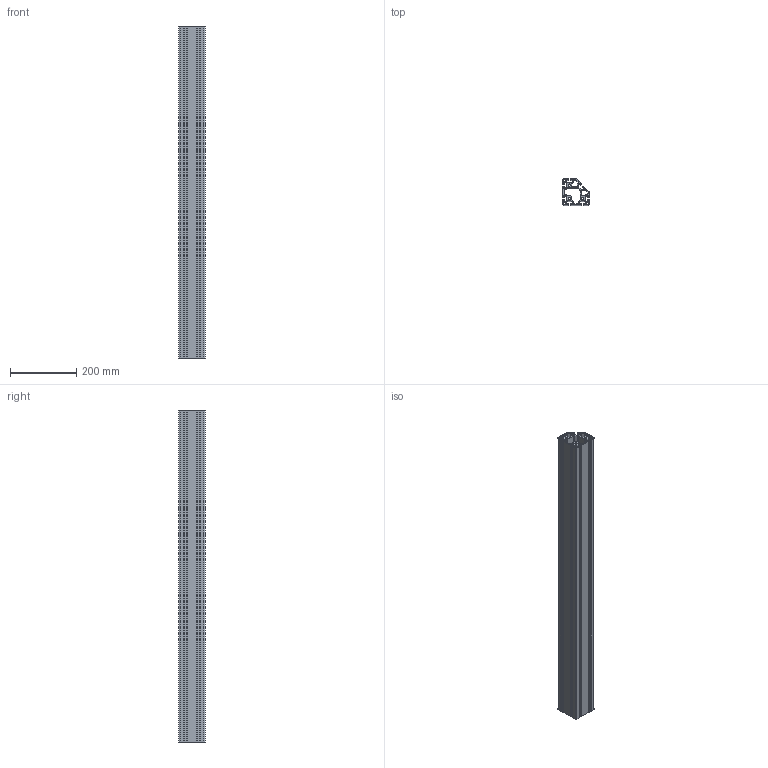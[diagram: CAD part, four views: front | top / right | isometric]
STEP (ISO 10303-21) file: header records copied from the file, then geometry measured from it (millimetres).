
FILE_DESCRIPTION(/* description */ (''),/* implementation_level */ '2;1');
FILE_NAME(/* name */ '10083_KriTec_Profil_8_80x80_45_leicht.stp',/* time_stamp */ '2014-08-28T12:33:07+02:00',/* author */ ('kostic'),/* organization */ (''),/* preprocessor_version */ 'ST-DEVELOPER v15.2',/* originating_system */ 'Autodesk Inventor 2014',/* authorisation */ '');
FILE_SCHEMA (('AUTOMOTIVE_DESIGN { 1 0 10303 214 3 1 1 }'));
Length unit declared in the file: millimetre
Products named in the file (1): 10083_KriTec_Profil_8_80x80_45_leicht
Bounding box: 80 x 80 x 1000 mm (x, y, z)
Volume: 1892835.6 mm3; surface area: 1074498.4 mm2
Topology: 1 solids, 1 shells, 292 faces, 870 edges, 580 vertices
Faces by surface type: plane 151, cylinder 141
Full cylindrical faces by diameter (mm): 6.8 x3
Entity records: 9918 total; most frequent: CARTESIAN_POINT 1740, DIRECTION 1735, ORIENTED_EDGE 1734, EDGE_CURVE 867, LINE 585, VECTOR 585, VERTEX_POINT 580, AXIS2_PLACEMENT_3D 575
